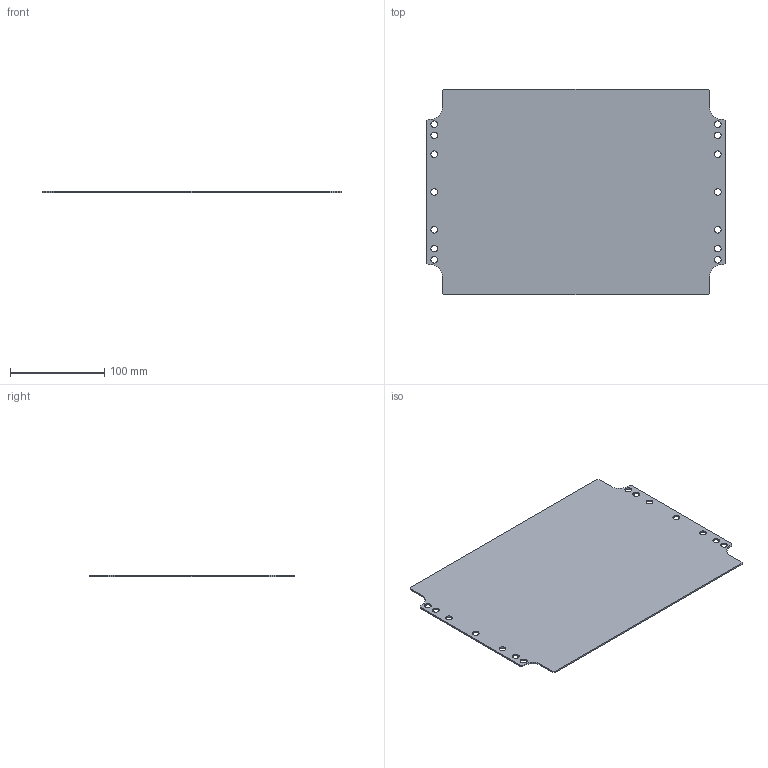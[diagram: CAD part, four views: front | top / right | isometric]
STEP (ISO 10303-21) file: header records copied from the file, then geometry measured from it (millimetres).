
FILE_DESCRIPTION (( 'STEP AP203' ), '1' );
FILE_NAME ('1590Z235PL.step', '2020-11-14T20:10:33', ( 'ADC123' ), ( 'Microsoft' ), 'SwSTEP 2.0', 'SolidWorks 2019', '' );
FILE_SCHEMA (( 'CONFIG_CONTROL_DESIGN' ));
Length unit declared in the file: inch
Products named in the file (1): 1590Z235PL
Bounding box: 316.74 x 217.73 x 1.61 mm (x, y, z)
Volume: 107137 mm3; surface area: 135035.8 mm2
Topology: 1 solids, 1 shells, 40 faces, 114 edges, 76 vertices
Faces by surface type: plane 22, cylinder 18
Full cylindrical faces by diameter (mm): 7.144 x14
Entity records: 1379 total; most frequent: DIRECTION 218, CARTESIAN_POINT 217, ORIENTED_EDGE 200, EDGE_CURVE 100, EDGE_LOOP 82, AXIS2_PLACEMENT_3D 77, VERTEX_POINT 76, LINE 64
